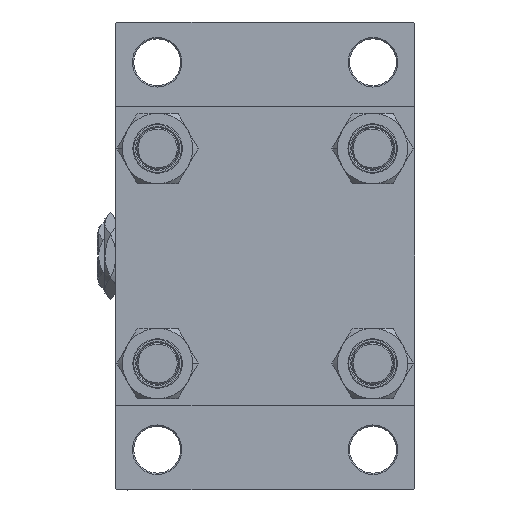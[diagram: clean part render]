
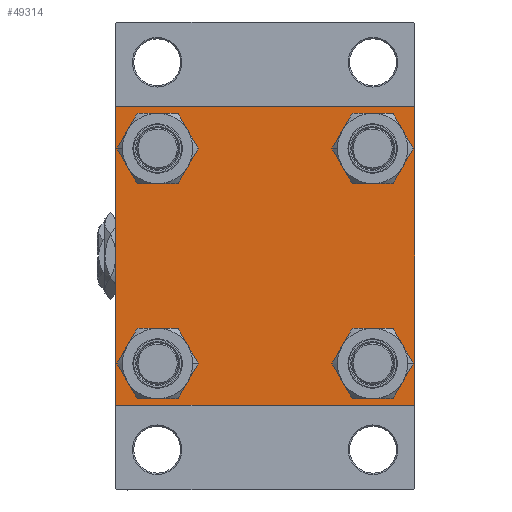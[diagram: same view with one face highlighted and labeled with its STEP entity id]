
A CAD part, left-side view. The second image highlights one B-rep face of the part: STEP entity #49314.
In plain terms, the highlighted planar face has unit normal (-1, 0, 0).
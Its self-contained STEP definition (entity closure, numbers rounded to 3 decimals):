
#1099 = AXIS2_PLACEMENT_3D ( 'NONE', #7978, #19845, #23623 ) ;
#1356 = CARTESIAN_POINT ( 'NONE',  ( 0., -41.35, -41.35 ) ) ;
#1429 = EDGE_CURVE ( 'NONE', #23424, #37114, #33004, .T. ) ;
#1729 = DIRECTION ( 'NONE',  ( -1., 0., 0. ) ) ;
#1738 = VERTEX_POINT ( 'NONE', #26132 ) ;
#1894 = CARTESIAN_POINT ( 'NONE',  ( 0., -57.5, -57. ) ) ;
#2447 = CIRCLE ( 'NONE', #46688, 8.5 ) ;
#2461 = FACE_BOUND ( 'NONE', #11295, .T. ) ;
#2612 = CARTESIAN_POINT ( 'NONE',  ( 0., -41.35, 32.85 ) ) ;
#2751 = AXIS2_PLACEMENT_3D ( 'NONE', #6817, #41598, #41850 ) ;
#3279 = EDGE_CURVE ( 'NONE', #44299, #24249, #2447, .T. ) ;
#3297 = ORIENTED_EDGE ( 'NONE', *, *, #1429, .F. ) ;
#3623 = LINE ( 'NONE', #33878, #12076 ) ;
#4869 = DIRECTION ( 'NONE',  ( 1., 0., 0. ) ) ;
#4987 = ORIENTED_EDGE ( 'NONE', *, *, #8334, .T. ) ;
#5141 = DIRECTION ( 'NONE',  ( 0., 0., -1. ) ) ;
#5274 = EDGE_LOOP ( 'NONE', ( #22078, #37206 ) ) ;
#5356 = CARTESIAN_POINT ( 'NONE',  ( 0., 57., -57.5 ) ) ;
#5846 = DIRECTION ( 'NONE',  ( 0., -1., 0. ) ) ;
#5983 = FACE_OUTER_BOUND ( 'NONE', #36828, .T. ) ;
#6032 = DIRECTION ( 'NONE',  ( 0., 0., -1. ) ) ;
#6044 = DIRECTION ( 'NONE',  ( 0., 0., 1. ) ) ;
#6231 = EDGE_CURVE ( 'NONE', #8429, #13042, #48203, .T. ) ;
#6378 = VECTOR ( 'NONE', #46509, 1000. ) ;
#6727 = ORIENTED_EDGE ( 'NONE', *, *, #27805, .T. ) ;
#6738 = CIRCLE ( 'NONE', #1099, 8.5 ) ;
#6817 = CARTESIAN_POINT ( 'NONE',  ( 0., -41.35, 41.35 ) ) ;
#6992 = DIRECTION ( 'NONE',  ( 0., -0.707, -0.707 ) ) ;
#7088 = EDGE_CURVE ( 'NONE', #23424, #48438, #34426, .T. ) ;
#7121 = CIRCLE ( 'NONE', #45758, 8.5 ) ;
#7286 = CIRCLE ( 'NONE', #33880, 8.5 ) ;
#7978 = CARTESIAN_POINT ( 'NONE',  ( 0., 41.35, -41.35 ) ) ;
#8334 = EDGE_CURVE ( 'NONE', #11453, #16294, #42828, .T. ) ;
#8410 = ORIENTED_EDGE ( 'NONE', *, *, #39930, .T. ) ;
#8429 = VERTEX_POINT ( 'NONE', #5356 ) ;
#8645 = DIRECTION ( 'NONE',  ( 1., 0., 0. ) ) ;
#8944 = VECTOR ( 'NONE', #5846, 1000. ) ;
#9388 = CARTESIAN_POINT ( 'NONE',  ( 0., 57., 57.5 ) ) ;
#9436 = ORIENTED_EDGE ( 'NONE', *, *, #6231, .T. ) ;
#10849 = CARTESIAN_POINT ( 'NONE',  ( 0., -57., -57.5 ) ) ;
#11163 = LINE ( 'NONE', #49251, #33530 ) ;
#11295 = EDGE_LOOP ( 'NONE', ( #33151, #8410 ) ) ;
#11453 = VERTEX_POINT ( 'NONE', #16798 ) ;
#11747 = CARTESIAN_POINT ( 'NONE',  ( 0., -57.25, 57.25 ) ) ;
#12076 = VECTOR ( 'NONE', #14224, 1000. ) ;
#12181 = CARTESIAN_POINT ( 'NONE',  ( 0., -57., 57.5 ) ) ;
#12588 = VERTEX_POINT ( 'NONE', #2612 ) ;
#12961 = DIRECTION ( 'NONE',  ( 0., 0., 1. ) ) ;
#13042 = VERTEX_POINT ( 'NONE', #10849 ) ;
#13726 = VERTEX_POINT ( 'NONE', #37620 ) ;
#13892 = AXIS2_PLACEMENT_3D ( 'NONE', #27308, #46467, #42689 ) ;
#13896 = ORIENTED_EDGE ( 'NONE', *, *, #24863, .T. ) ;
#14087 = AXIS2_PLACEMENT_3D ( 'NONE', #31349, #4869, #12961 ) ;
#14224 = DIRECTION ( 'NONE',  ( 0., 0.707, -0.707 ) ) ;
#15781 = CARTESIAN_POINT ( 'NONE',  ( 0., 57.5, 57.5 ) ) ;
#16294 = VERTEX_POINT ( 'NONE', #38480 ) ;
#16798 = CARTESIAN_POINT ( 'NONE',  ( 0., 41.35, -32.85 ) ) ;
#17368 = VERTEX_POINT ( 'NONE', #9388 ) ;
#17854 = DIRECTION ( 'NONE',  ( 0., 0., 1. ) ) ;
#18066 = CIRCLE ( 'NONE', #2751, 8.5 ) ;
#18100 = CARTESIAN_POINT ( 'NONE',  ( 0., 0., 0. ) ) ;
#18859 = EDGE_LOOP ( 'NONE', ( #48443, #21647 ) ) ;
#19617 = EDGE_CURVE ( 'NONE', #25960, #21524, #39677, .T. ) ;
#19845 = DIRECTION ( 'NONE',  ( 1., 0., 0. ) ) ;
#20266 = VECTOR ( 'NONE', #46270, 1000. ) ;
#20865 = CARTESIAN_POINT ( 'NONE',  ( 0., 57.5, -57. ) ) ;
#20873 = FACE_BOUND ( 'NONE', #5274, .T. ) ;
#21372 = PLANE ( 'NONE',  #25655 ) ;
#21524 = VERTEX_POINT ( 'NONE', #20865 ) ;
#21647 = ORIENTED_EDGE ( 'NONE', *, *, #26959, .T. ) ;
#21769 = CIRCLE ( 'NONE', #49155, 8.5 ) ;
#22078 = ORIENTED_EDGE ( 'NONE', *, *, #41404, .T. ) ;
#23316 = EDGE_CURVE ( 'NONE', #17368, #48438, #42735, .T. ) ;
#23424 = VERTEX_POINT ( 'NONE', #46263 ) ;
#23623 = DIRECTION ( 'NONE',  ( 0., 0., 1. ) ) ;
#23904 = EDGE_LOOP ( 'NONE', ( #4987, #40253 ) ) ;
#24025 = DIRECTION ( 'NONE',  ( 0., 0., 1. ) ) ;
#24249 = VERTEX_POINT ( 'NONE', #45600 ) ;
#24390 = CARTESIAN_POINT ( 'NONE',  ( 0., -41.35, -49.85 ) ) ;
#24863 = EDGE_CURVE ( 'NONE', #17368, #25960, #3623, .T. ) ;
#25398 = FACE_BOUND ( 'NONE', #23904, .T. ) ;
#25655 = AXIS2_PLACEMENT_3D ( 'NONE', #18100, #1729, #17854 ) ;
#25960 = VERTEX_POINT ( 'NONE', #35615 ) ;
#26113 = EDGE_CURVE ( 'NONE', #13726, #49192, #21769, .T. ) ;
#26132 = CARTESIAN_POINT ( 'NONE',  ( 0., -41.35, 49.85 ) ) ;
#26959 = EDGE_CURVE ( 'NONE', #49192, #13726, #7286, .T. ) ;
#27308 = CARTESIAN_POINT ( 'NONE',  ( 0., 41.35, -41.35 ) ) ;
#27805 = EDGE_CURVE ( 'NONE', #21524, #8429, #41777, .T. ) ;
#28920 = FACE_BOUND ( 'NONE', #18859, .T. ) ;
#28981 = ORIENTED_EDGE ( 'NONE', *, *, #7088, .T. ) ;
#29378 = CIRCLE ( 'NONE', #14087, 8.5 ) ;
#30082 = DIRECTION ( 'NONE',  ( 0., -0.707, 0.707 ) ) ;
#30567 = VECTOR ( 'NONE', #6992, 1000. ) ;
#31349 = CARTESIAN_POINT ( 'NONE',  ( 0., 41.35, 41.35 ) ) ;
#32526 = CARTESIAN_POINT ( 'NONE',  ( 0., -41.35, 41.35 ) ) ;
#33004 = LINE ( 'NONE', #48641, #42581 ) ;
#33151 = ORIENTED_EDGE ( 'NONE', *, *, #3279, .T. ) ;
#33474 = CARTESIAN_POINT ( 'NONE',  ( 0., 57.25, -57.25 ) ) ;
#33530 = VECTOR ( 'NONE', #30082, 1000. ) ;
#33878 = CARTESIAN_POINT ( 'NONE',  ( 0., 57.25, 57.25 ) ) ;
#33880 = AXIS2_PLACEMENT_3D ( 'NONE', #1356, #8645, #24025 ) ;
#34426 = LINE ( 'NONE', #11747, #20266 ) ;
#34540 = ORIENTED_EDGE ( 'NONE', *, *, #23316, .F. ) ;
#35615 = CARTESIAN_POINT ( 'NONE',  ( 0., 57.5, 57. ) ) ;
#36723 = EDGE_CURVE ( 'NONE', #16294, #11453, #6738, .T. ) ;
#36828 = EDGE_LOOP ( 'NONE', ( #46224, #6727, #9436, #44823, #3297, #28981, #34540, #13896 ) ) ;
#37108 = DIRECTION ( 'NONE',  ( 1., 0., 0. ) ) ;
#37114 = VERTEX_POINT ( 'NONE', #1894 ) ;
#37206 = ORIENTED_EDGE ( 'NONE', *, *, #48925, .T. ) ;
#37457 = DIRECTION ( 'NONE',  ( 1., 0., 0. ) ) ;
#37620 = CARTESIAN_POINT ( 'NONE',  ( 0., -41.35, -32.85 ) ) ;
#38480 = CARTESIAN_POINT ( 'NONE',  ( 0., 41.35, -49.85 ) ) ;
#39677 = LINE ( 'NONE', #43195, #42445 ) ;
#39930 = EDGE_CURVE ( 'NONE', #24249, #44299, #29378, .T. ) ;
#40140 = DIRECTION ( 'NONE',  ( 0., 0., 1. ) ) ;
#40253 = ORIENTED_EDGE ( 'NONE', *, *, #36723, .T. ) ;
#40988 = DIRECTION ( 'NONE',  ( 0., 0., 1. ) ) ;
#41404 = EDGE_CURVE ( 'NONE', #1738, #12588, #18066, .T. ) ;
#41598 = DIRECTION ( 'NONE',  ( 1., 0., 0. ) ) ;
#41777 = LINE ( 'NONE', #33474, #30567 ) ;
#41850 = DIRECTION ( 'NONE',  ( 0., 0., 1. ) ) ;
#42445 = VECTOR ( 'NONE', #5141, 1000. ) ;
#42581 = VECTOR ( 'NONE', #6032, 1000. ) ;
#42689 = DIRECTION ( 'NONE',  ( 0., 0., 1. ) ) ;
#42735 = LINE ( 'NONE', #15781, #6378 ) ;
#42828 = CIRCLE ( 'NONE', #13892, 8.5 ) ;
#43195 = CARTESIAN_POINT ( 'NONE',  ( 0., 57.5, 57.5 ) ) ;
#44299 = VERTEX_POINT ( 'NONE', #47494 ) ;
#44369 = EDGE_CURVE ( 'NONE', #13042, #37114, #11163, .T. ) ;
#44610 = DIRECTION ( 'NONE',  ( 1., 0., 0. ) ) ;
#44683 = CARTESIAN_POINT ( 'NONE',  ( 0., -41.35, -41.35 ) ) ;
#44823 = ORIENTED_EDGE ( 'NONE', *, *, #44369, .T. ) ;
#45600 = CARTESIAN_POINT ( 'NONE',  ( 0., 41.35, 32.85 ) ) ;
#45758 = AXIS2_PLACEMENT_3D ( 'NONE', #32526, #44610, #6044 ) ;
#46224 = ORIENTED_EDGE ( 'NONE', *, *, #19617, .T. ) ;
#46263 = CARTESIAN_POINT ( 'NONE',  ( 0., -57.5, 57. ) ) ;
#46270 = DIRECTION ( 'NONE',  ( 0., 0.707, 0.707 ) ) ;
#46467 = DIRECTION ( 'NONE',  ( 1., 0., 0. ) ) ;
#46509 = DIRECTION ( 'NONE',  ( 0., -1., 0. ) ) ;
#46688 = AXIS2_PLACEMENT_3D ( 'NONE', #49062, #37457, #40988 ) ;
#47494 = CARTESIAN_POINT ( 'NONE',  ( 0., 41.35, 49.85 ) ) ;
#48203 = LINE ( 'NONE', #48697, #8944 ) ;
#48438 = VERTEX_POINT ( 'NONE', #12181 ) ;
#48443 = ORIENTED_EDGE ( 'NONE', *, *, #26113, .T. ) ;
#48641 = CARTESIAN_POINT ( 'NONE',  ( 0., -57.5, 57.5 ) ) ;
#48697 = CARTESIAN_POINT ( 'NONE',  ( 0., 57.5, -57.5 ) ) ;
#48925 = EDGE_CURVE ( 'NONE', #12588, #1738, #7121, .T. ) ;
#49062 = CARTESIAN_POINT ( 'NONE',  ( 0., 41.35, 41.35 ) ) ;
#49155 = AXIS2_PLACEMENT_3D ( 'NONE', #44683, #37108, #40140 ) ;
#49192 = VERTEX_POINT ( 'NONE', #24390 ) ;
#49251 = CARTESIAN_POINT ( 'NONE',  ( 0., -57.25, -57.25 ) ) ;
#49314 = ADVANCED_FACE ( 'NONE', ( #20873, #28920, #25398, #2461, #5983 ), #21372, .T. ) ;
